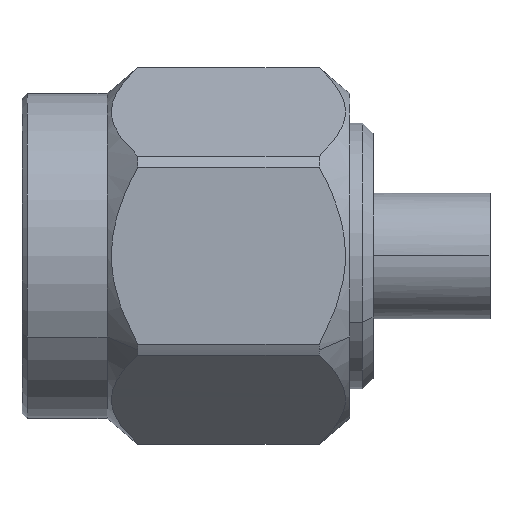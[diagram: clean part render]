
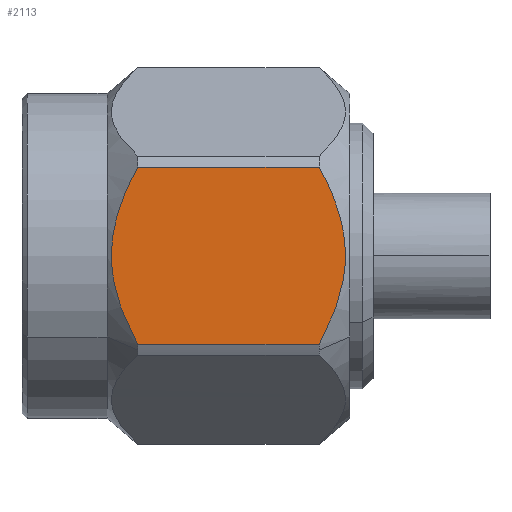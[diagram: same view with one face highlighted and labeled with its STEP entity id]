
A CAD part, top view. The second image highlights one B-rep face of the part: STEP entity #2113.
In plain terms, the highlighted planar face has unit normal (0, 0, 1).
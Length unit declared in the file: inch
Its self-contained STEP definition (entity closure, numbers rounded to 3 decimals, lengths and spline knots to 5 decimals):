
#73 = CARTESIAN_POINT ( 'NONE',  ( 0.2793, 0.08326, 0.15625 ) ) ;
#114 = CARTESIAN_POINT ( 'NONE',  ( 0.09302, -0.04893, 0.15625 ) ) ;
#155 = CARTESIAN_POINT ( 'NONE',  ( 0.54, -0.08326, 0.15625 ) ) ;
#247 = CARTESIAN_POINT ( 'NONE',  ( 0.2969, -0.04383, 0.15625 ) ) ;
#283 = CARTESIAN_POINT ( 'NONE',  ( 0.29768, 0.04134, 0.15625 ) ) ;
#337 = CARTESIAN_POINT ( 'NONE',  ( 0.29809, 0.03996, 0.15625 ) ) ;
#340 = VERTEX_POINT ( 'NONE', #3081 ) ;
#376 = CARTESIAN_POINT ( 'NONE',  ( 0.10165, -0.06965, 0.15625 ) ) ;
#379 = VERTEX_POINT ( 'NONE', #1947 ) ;
#431 = ORIENTED_EDGE ( 'NONE', *, *, #960, .T. ) ;
#508 = CARTESIAN_POINT ( 'NONE',  ( 0.10124, 0.06959, 0.15625 ) ) ;
#523 = CARTESIAN_POINT ( 'NONE',  ( 0.08648, 0.02526, 0.15624 ) ) ;
#530 = CARTESIAN_POINT ( 'NONE',  ( 0.29309, -0.05463, 0.15625 ) ) ;
#560 = ORIENTED_EDGE ( 'NONE', *, *, #1673, .T. ) ;
#693 = CARTESIAN_POINT ( 'NONE',  ( 0.09124, -0.04364, 0.15625 ) ) ;
#765 = CARTESIAN_POINT ( 'NONE',  ( 0.28318, -0.07632, 0.15625 ) ) ;
#775 = CARTESIAN_POINT ( 'NONE',  ( 0.0841, -0.01436, 0.15625 ) ) ;
#801 = CARTESIAN_POINT ( 'NONE',  ( 0.30068, 0.03036, 0.15625 ) ) ;
#831 = LINE ( 'NONE', #1074, #983 ) ;
#959 = CARTESIAN_POINT ( 'NONE',  ( 0.09203, -0.04605, 0.15625 ) ) ;
#960 = EDGE_CURVE ( 'NONE', #379, #1334, #3224, .T. ) ;
#983 = VECTOR ( 'NONE', #1619, 39.37008 ) ;
#1006 = CARTESIAN_POINT ( 'NONE',  ( 0.09059, 0.04154, 0.15625 ) ) ;
#1023 = CARTESIAN_POINT ( 'NONE',  ( 0.09103, 0.04296, 0.15625 ) ) ;
#1025 = DIRECTION ( 'NONE',  ( 1., 0., 0. ) ) ;
#1074 = CARTESIAN_POINT ( 'NONE',  ( 0.54, 0.08326, 0.15625 ) ) ;
#1135 = VECTOR ( 'NONE', #2589, 39.37008 ) ;
#1153 = EDGE_CURVE ( 'NONE', #2720, #340, #3392, .T. ) ;
#1285 = CARTESIAN_POINT ( 'NONE',  ( 0.08924, 0.03698, 0.15625 ) ) ;
#1323 = CARTESIAN_POINT ( 'NONE',  ( 0.30172, -0.0287, 0.15625 ) ) ;
#1334 = VERTEX_POINT ( 'NONE', #73 ) ;
#1377 = CARTESIAN_POINT ( 'NONE',  ( 0.29723, 0.04278, 0.15625 ) ) ;
#1452 = CARTESIAN_POINT ( 'NONE',  ( 0.0972, -0.05967, 0.15625 ) ) ;
#1487 = CARTESIAN_POINT ( 'NONE',  ( 0.1089, -0.08326, 0.15625 ) ) ;
#1533 = CARTESIAN_POINT ( 'NONE',  ( 0.08413, 0.00737, 0.15625 ) ) ;
#1570 = CARTESIAN_POINT ( 'NONE',  ( 0.29613, -0.04616, 0.15625 ) ) ;
#1581 = ORIENTED_EDGE ( 'NONE', *, *, #1153, .F. ) ;
#1589 = CARTESIAN_POINT ( 'NONE',  ( 0.29653, -0.04496, 0.15625 ) ) ;
#1608 = CARTESIAN_POINT ( 'NONE',  ( 0.29517, -0.04897, 0.15625 ) ) ;
#1619 = DIRECTION ( 'NONE',  ( -1., 0., 0. ) ) ;
#1673 = EDGE_CURVE ( 'NONE', #2720, #379, #2877, .T. ) ;
#1683 = CARTESIAN_POINT ( 'NONE',  ( 0.29305, 0.05594, 0.15625 ) ) ;
#1735 = CARTESIAN_POINT ( 'NONE',  ( 0.09163, -0.04482, 0.15625 ) ) ;
#1773 = CARTESIAN_POINT ( 'NONE',  ( 0.08643, -0.02848, 0.15625 ) ) ;
#1826 = FACE_OUTER_BOUND ( 'NONE', #2968, .T. ) ;
#1837 = CARTESIAN_POINT ( 'NONE',  ( 0.09087, 0.04245, 0.15625 ) ) ;
#1841 = CARTESIAN_POINT ( 'NONE',  ( 0.28832, -0.06613, 0.15625 ) ) ;
#1889 = CARTESIAN_POINT ( 'NONE',  ( 0.2793, 0.08326, 0.15625 ) ) ;
#1947 = CARTESIAN_POINT ( 'NONE',  ( 0.2793, -0.08326, 0.15625 ) ) ;
#2093 = ORIENTED_EDGE ( 'NONE', *, *, #3259, .T. ) ;
#2113 = ADVANCED_FACE ( 'NONE', ( #1826 ), #2902, .T. ) ;
#2245 = AXIS2_PLACEMENT_3D ( 'NONE', #3432, #2628, #1025 ) ;
#2305 = CARTESIAN_POINT ( 'NONE',  ( 0.10506, -0.07639, 0.15625 ) ) ;
#2350 = CARTESIAN_POINT ( 'NONE',  ( 0.1089, 0.08326, 0.15625 ) ) ;
#2399 = CARTESIAN_POINT ( 'NONE',  ( 0.30407, -0.01428, 0.15625 ) ) ;
#2456 = CARTESIAN_POINT ( 'NONE',  ( 0.29902, 0.03676, 0.15625 ) ) ;
#2527 = CARTESIAN_POINT ( 'NONE',  ( 0.09393, -0.0514, 0.15625 ) ) ;
#2569 = CARTESIAN_POINT ( 'NONE',  ( 0.09582, -0.05635, 0.15625 ) ) ;
#2589 = DIRECTION ( 'NONE',  ( 1., 0., 0. ) ) ;
#2626 = CARTESIAN_POINT ( 'NONE',  ( 0.08472, 0.01451, 0.15624 ) ) ;
#2628 = DIRECTION ( 'NONE',  ( 0., 0., 1. ) ) ;
#2643 = CARTESIAN_POINT ( 'NONE',  ( 0.08721, 0.02885, 0.15624 ) ) ;
#2662 = CARTESIAN_POINT ( 'NONE',  ( 0.08853, 0.03426, 0.15625 ) ) ;
#2668 = CARTESIAN_POINT ( 'NONE',  ( 0.29679, -0.04417, 0.15625 ) ) ;
#2701 = CARTESIAN_POINT ( 'NONE',  ( 0.28712, 0.0693, 0.15625 ) ) ;
#2720 = VERTEX_POINT ( 'NONE', #2865 ) ;
#2865 = CARTESIAN_POINT ( 'NONE',  ( 0.1089, -0.08326, 0.15625 ) ) ;
#2877 = LINE ( 'NONE', #155, #1135 ) ;
#2902 = PLANE ( 'NONE',  #2245 ) ;
#2968 = EDGE_LOOP ( 'NONE', ( #2093, #1581, #560, #431 ) ) ;
#3001 = CARTESIAN_POINT ( 'NONE',  ( 0.29739, 0.04226, 0.15625 ) ) ;
#3081 = CARTESIAN_POINT ( 'NONE',  ( 0.1089, 0.08326, 0.15625 ) ) ;
#3112 = CARTESIAN_POINT ( 'NONE',  ( 0.09136, -0.044, 0.15625 ) ) ;
#3199 = CARTESIAN_POINT ( 'NONE',  ( 0.09533, 0.05646, 0.15625 ) ) ;
#3207 = CARTESIAN_POINT ( 'NONE',  ( 0.30322, 0.01767, 0.15625 ) ) ;
#3224 = B_SPLINE_CURVE_WITH_KNOTS ( 'NONE', 3,
 ( #3434, #765, #1841, #530, #1608, #1570, #1589, #2668, #247, #1323, #2399, #3463, #3207, #801, #2456, #337, #283, #3001, #1377, #1683, #2701, #1889 ),
 .UNSPECIFIED., .F., .F.,
 ( 4, 1, 1, 1, 1, 2, 2, 2, 1, 1, 1, 1, 2, 2, 4 ),
 ( 0., 0.125, 0.1875, 0.21875, 0.23437, 0.24219, 0.25, 0.5, 0.625, 0.6875, 0.71875, 0.73437, 0.74219, 0.75, 1. ),
 .UNSPECIFIED. ) ;
#3259 = EDGE_CURVE ( 'NONE', #1334, #340, #831, .T. ) ;
#3392 = B_SPLINE_CURVE_WITH_KNOTS ( 'NONE', 3,
 ( #1487, #2305, #376, #1452, #2569, #2527, #114, #959, #1735, #3112, #693, #1773, #775, #1533, #2626, #523, #2643, #2662, #1285, #3413, #1006, #1837, #1023, #3199, #508, #2350 ),
 .UNSPECIFIED., .F., .F.,
 ( 4, 2, 2, 1, 1, 2, 2, 2, 2, 2, 1, 1, 2, 2, 4 ),
 ( 0., 0.125, 0.1875, 0.21875, 0.23437, 0.24219, 0.25, 0.5, 0.625, 0.6875, 0.71875, 0.73437, 0.74219, 0.75, 1. ),
 .UNSPECIFIED. ) ;
#3413 = CARTESIAN_POINT ( 'NONE',  ( 0.09017, 0.04017, 0.15625 ) ) ;
#3432 = CARTESIAN_POINT ( 'NONE',  ( 0.54, -0.09021, 0.15625 ) ) ;
#3434 = CARTESIAN_POINT ( 'NONE',  ( 0.2793, -0.08326, 0.15625 ) ) ;
#3463 = CARTESIAN_POINT ( 'NONE',  ( 0.30409, 0.00695, 0.15625 ) ) ;
